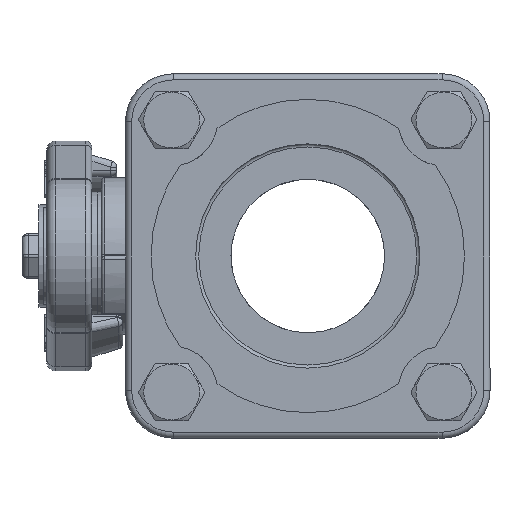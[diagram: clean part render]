
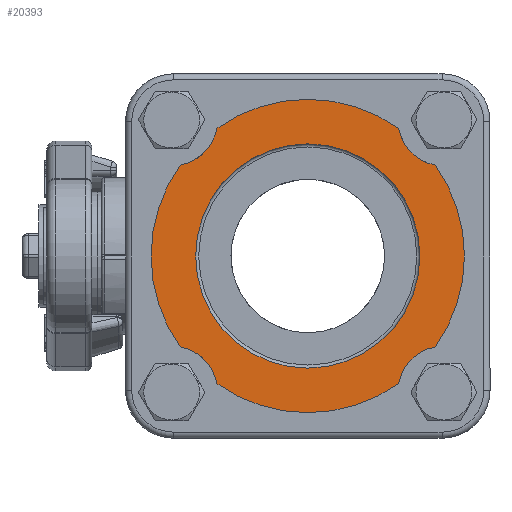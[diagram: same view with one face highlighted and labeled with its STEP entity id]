
A CAD part, left-side view. The second image highlights one B-rep face of the part: STEP entity #20393.
In plain terms, the highlighted planar face has unit normal (-1, 0, 0).
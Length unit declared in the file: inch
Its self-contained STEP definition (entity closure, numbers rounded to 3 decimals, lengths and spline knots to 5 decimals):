
#616=FACE_BOUND('',#7327,.T.);
#1166=PLANE('',#22576);
#6018=FACE_OUTER_BOUND('',#7326,.T.);
#7326=EDGE_LOOP('',(#19050,#19051,#19052,#19053,#19054,#19055,#19056,#19057));
#7327=EDGE_LOOP('',(#19058));
#8461=CIRCLE('',#22483,1.095);
#8471=CIRCLE('',#22498,0.45);
#8477=CIRCLE('',#22507,0.45);
#8479=CIRCLE('',#22511,0.45);
#8508=CIRCLE('',#22563,0.45);
#8509=CIRCLE('',#22565,1.53);
#8510=CIRCLE('',#22567,1.53);
#8511=CIRCLE('',#22569,1.53);
#8512=CIRCLE('',#22577,1.53);
#10281=VERTEX_POINT('',#38910);
#10294=VERTEX_POINT('',#38986);
#10295=VERTEX_POINT('',#38988);
#10304=VERTEX_POINT('',#39062);
#10305=VERTEX_POINT('',#39064);
#10308=VERTEX_POINT('',#39096);
#10309=VERTEX_POINT('',#39098);
#10335=VERTEX_POINT('',#39207);
#10336=VERTEX_POINT('',#39209);
#13150=EDGE_CURVE('',#10281,#10281,#8461,.T.);
#13166=EDGE_CURVE('',#10295,#10294,#8471,.T.);
#13180=EDGE_CURVE('',#10305,#10304,#8477,.T.);
#13186=EDGE_CURVE('',#10309,#10308,#8479,.T.);
#13236=EDGE_CURVE('',#10336,#10335,#8508,.T.);
#13238=EDGE_CURVE('',#10336,#10308,#8509,.T.);
#13239=EDGE_CURVE('',#10309,#10304,#8510,.T.);
#13240=EDGE_CURVE('',#10305,#10294,#8511,.T.);
#13246=EDGE_CURVE('',#10295,#10335,#8512,.T.);
#19050=ORIENTED_EDGE('',*,*,#13236,.T.);
#19051=ORIENTED_EDGE('',*,*,#13246,.F.);
#19052=ORIENTED_EDGE('',*,*,#13166,.T.);
#19053=ORIENTED_EDGE('',*,*,#13240,.F.);
#19054=ORIENTED_EDGE('',*,*,#13180,.T.);
#19055=ORIENTED_EDGE('',*,*,#13239,.F.);
#19056=ORIENTED_EDGE('',*,*,#13186,.T.);
#19057=ORIENTED_EDGE('',*,*,#13238,.F.);
#19058=ORIENTED_EDGE('',*,*,#13150,.T.);
#20393=ADVANCED_FACE('',(#6018,#616),#1166,.T.);
#22483=AXIS2_PLACEMENT_3D('',#38912,#27828,#27829);
#22498=AXIS2_PLACEMENT_3D('',#38989,#27860,#27861);
#22507=AXIS2_PLACEMENT_3D('',#39065,#27881,#27882);
#22511=AXIS2_PLACEMENT_3D('',#39099,#27891,#27892);
#22563=AXIS2_PLACEMENT_3D('',#39210,#28015,#28016);
#22565=AXIS2_PLACEMENT_3D('',#39213,#28020,#28021);
#22567=AXIS2_PLACEMENT_3D('',#39215,#28024,#28025);
#22569=AXIS2_PLACEMENT_3D('',#39217,#28028,#28029);
#22576=AXIS2_PLACEMENT_3D('',#39229,#28047,#28048);
#22577=AXIS2_PLACEMENT_3D('',#39230,#28049,#28050);
#27828=DIRECTION('center_axis',(1.,0.,0.));
#27829=DIRECTION('ref_axis',(0.,1.,0.));
#27860=DIRECTION('center_axis',(1.,0.,0.));
#27861=DIRECTION('ref_axis',(0.,0.,-1.));
#27881=DIRECTION('center_axis',(1.,0.,0.));
#27882=DIRECTION('ref_axis',(0.,0.,-1.));
#27891=DIRECTION('center_axis',(1.,0.,0.));
#27892=DIRECTION('ref_axis',(0.,0.,-1.));
#28015=DIRECTION('center_axis',(1.,0.,0.));
#28016=DIRECTION('ref_axis',(0.,0.,-1.));
#28020=DIRECTION('center_axis',(1.,0.,0.));
#28021=DIRECTION('ref_axis',(0.,1.,0.));
#28024=DIRECTION('center_axis',(1.,0.,0.));
#28025=DIRECTION('ref_axis',(0.,1.,0.));
#28028=DIRECTION('center_axis',(1.,0.,0.));
#28029=DIRECTION('ref_axis',(0.,1.,0.));
#28047=DIRECTION('center_axis',(-1.,0.,0.));
#28048=DIRECTION('ref_axis',(0.,0.,1.));
#28049=DIRECTION('center_axis',(1.,0.,0.));
#28050=DIRECTION('ref_axis',(0.,1.,0.));
#38910=CARTESIAN_POINT('',(-1.79,-1.095,0.));
#38912=CARTESIAN_POINT('Origin',(-1.79,0.,0.));
#38986=CARTESIAN_POINT('',(-1.79,-1.24663,-0.88703));
#38988=CARTESIAN_POINT('',(-1.79,-0.88703,-1.24663));
#38989=CARTESIAN_POINT('Origin',(-1.79,-1.32936,-1.32936));
#39062=CARTESIAN_POINT('',(-1.79,-0.88703,1.24663));
#39064=CARTESIAN_POINT('',(-1.79,-1.24663,0.88703));
#39065=CARTESIAN_POINT('Origin',(-1.79,-1.32936,1.32936));
#39096=CARTESIAN_POINT('',(-1.79,1.24663,0.88703));
#39098=CARTESIAN_POINT('',(-1.79,0.88703,1.24663));
#39099=CARTESIAN_POINT('Origin',(-1.79,1.32936,1.32936));
#39207=CARTESIAN_POINT('',(-1.79,0.88703,-1.24663));
#39209=CARTESIAN_POINT('',(-1.79,1.24663,-0.88703));
#39210=CARTESIAN_POINT('Origin',(-1.79,1.32936,-1.32936));
#39213=CARTESIAN_POINT('Origin',(-1.79,0.,0.));
#39215=CARTESIAN_POINT('Origin',(-1.79,0.,0.));
#39217=CARTESIAN_POINT('Origin',(-1.79,0.,0.));
#39229=CARTESIAN_POINT('Origin',(-1.79,1.3125,0.));
#39230=CARTESIAN_POINT('Origin',(-1.79,0.,0.));
